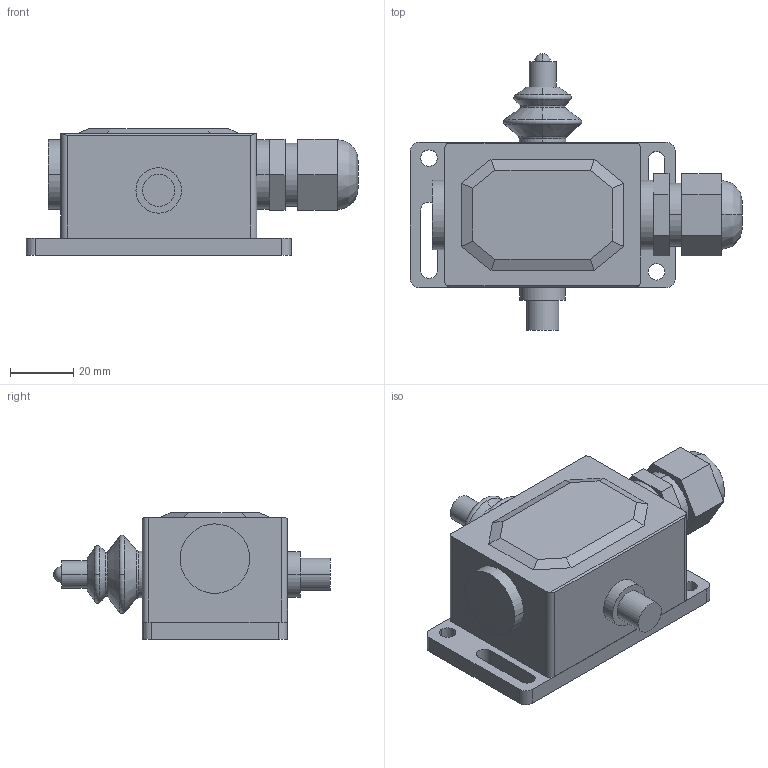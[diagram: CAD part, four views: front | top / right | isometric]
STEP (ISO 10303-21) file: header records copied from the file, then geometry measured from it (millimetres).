
FILE_DESCRIPTION((''),'2;1');
FILE_NAME('3d_PLNA2AW.stp','2012-10-03T08:01:46',(''),(''),'Mechanical Desktop 2011','Mechanical Desktop 2011',', , ');
FILE_SCHEMA(('CONFIG_CONTROL_DESIGN'));
Length unit declared in the file: millimetre
Products named in the file (1): Product
Bounding box: 105.1 x 87.5 x 40 mm (x, y, z)
Volume: 137297.8 mm3; surface area: 35706.2 mm2
Topology: 13 solids, 13 shells, 115 faces, 275 edges, 185 vertices
Faces by surface type: plane 58, cylinder 31, cone 16, bspline 4, torus 4, sphere 2
Entity records: 3691 total; most frequent: CARTESIAN_POINT 872, DIRECTION 601, ORIENTED_EDGE 530, EDGE_CURVE 265, AXIS2_PLACEMENT_3D 226, VERTEX_POINT 175, VECTOR 149, LINE 149
